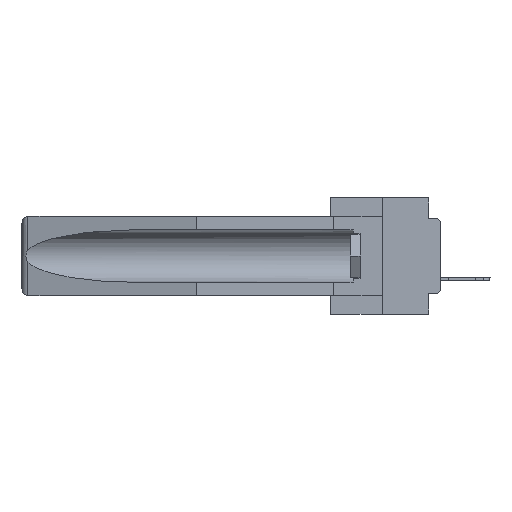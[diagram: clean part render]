
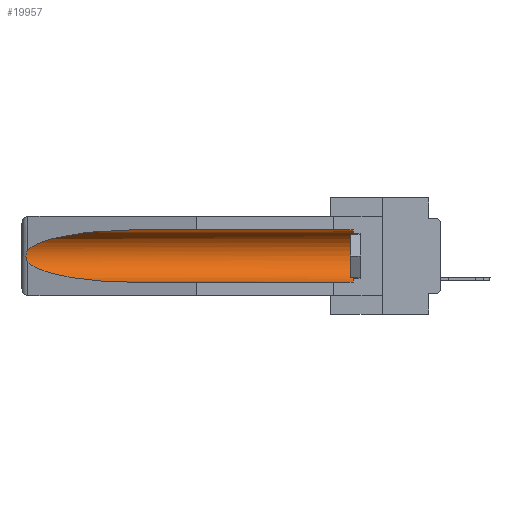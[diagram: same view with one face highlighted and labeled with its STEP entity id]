
A CAD part, left-side view. The second image highlights one B-rep face of the part: STEP entity #19957.
In plain terms, the highlighted cylindrical face has radius 2.857 mm (diameter 5.715 mm), a partial arc.
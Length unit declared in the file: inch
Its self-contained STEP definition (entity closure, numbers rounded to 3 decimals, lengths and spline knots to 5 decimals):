
#2452 = CARTESIAN_POINT ( 'NONE',  ( 0.26597, 1.52961, -0.15275 ) ) ;
#2919 = CARTESIAN_POINT ( 'NONE',  ( 0.2675, 1.53308, -0.16763 ) ) ;
#3282 = VERTEX_POINT ( 'NONE', #18208 ) ;
#3468 = DIRECTION ( 'NONE',  ( 0., 0., 1. ) ) ;
#4258 = B_SPLINE_CURVE_WITH_KNOTS ( 'NONE', 3,
 ( #5268, #2452, #16180, #16283, #2919, #21519, #29513, #21744, #18900, #5144 ),
 .UNSPECIFIED., .F., .F.,
 ( 4, 2, 2, 2, 4 ),
 ( 0., 0.00029, 0.00058, 0.00087, 0.00117 ),
 .UNSPECIFIED. ) ;
#5144 = CARTESIAN_POINT ( 'NONE',  ( 0.26537, 1.52718, -0.19328 ) ) ;
#5268 = CARTESIAN_POINT ( 'NONE',  ( 0.26537, 1.52718, -0.14972 ) ) ;
#5667 = ORIENTED_EDGE ( 'NONE', *, *, #9006, .T. ) ;
#6007 = DIRECTION ( 'NONE',  ( 0., -1., 0. ) ) ;
#7612 = ORIENTED_EDGE ( 'NONE', *, *, #14126, .T. ) ;
#9006 = EDGE_CURVE ( 'NONE', #3282, #15468, #26700, .T. ) ;
#10034 = CARTESIAN_POINT ( 'NONE',  ( 0.155, 1.07973, -0.284 ) ) ;
#11024 = VECTOR ( 'NONE', #23049, 39.37008 ) ;
#11683 = AXIS2_PLACEMENT_3D ( 'NONE', #22151, #6007, #24835 ) ;
#12094 = EDGE_CURVE ( 'NONE', #28053, #27152, #4258, .T. ) ;
#12508 = CARTESIAN_POINT ( 'NONE',  ( 0.25451, 1.48313, -0.24835 ) ) ;
#12533 = CARTESIAN_POINT ( 'NONE',  ( 0.155, -0.30754, -0.284 ) ) ;
#13980 = LINE ( 'NONE', #12533, #11024 ) ;
#14029 = CARTESIAN_POINT ( 'NONE',  ( 0.155, -0.30754, -0.1715 ) ) ;
#14126 = EDGE_CURVE ( 'NONE', #16608, #28053, #21063, .T. ) ;
#14482 = ORIENTED_EDGE ( 'NONE', *, *, #12094, .T. ) ;
#14770 = CARTESIAN_POINT ( 'NONE',  ( 0.26537, 1.52718, -0.19328 ) ) ;
#15123 = CARTESIAN_POINT ( 'NONE',  ( 0.155, 1.07973, -0.059 ) ) ;
#15468 = VERTEX_POINT ( 'NONE', #29708 ) ;
#15930 = VERTEX_POINT ( 'NONE', #22994 ) ;
#16180 = CARTESIAN_POINT ( 'NONE',  ( 0.26654, 1.53092, -0.15636 ) ) ;
#16272 =( BOUNDED_CURVE ( )  B_SPLINE_CURVE ( 3, ( #14770, #12508, #31362, #10034 ),
 .UNSPECIFIED., .F., .F. ) 
 B_SPLINE_CURVE_WITH_KNOTS ( ( 4, 4 ),
 ( 0.1948, 1.5708 ),
 .UNSPECIFIED. ) 
 CURVE ( )  GEOMETRIC_REPRESENTATION_ITEM ( )  RATIONAL_B_SPLINE_CURVE ( ( 1., 0.848, 0.848, 1. ) ) 
 REPRESENTATION_ITEM ( '' )  );
#16283 = CARTESIAN_POINT ( 'NONE',  ( 0.2673, 1.5327, -0.16383 ) ) ;
#16608 = VERTEX_POINT ( 'NONE', #27463 ) ;
#17583 = EDGE_CURVE ( 'NONE', #3282, #15930, #13980, .T. ) ;
#18164 = EDGE_CURVE ( 'NONE', #15468, #16608, #31208, .T. ) ;
#18208 = CARTESIAN_POINT ( 'NONE',  ( 0.155, 0.126, -0.284 ) ) ;
#18773 = CARTESIAN_POINT ( 'NONE',  ( 0.25451, 1.48313, -0.09465 ) ) ;
#18900 = CARTESIAN_POINT ( 'NONE',  ( 0.26597, 1.5296, -0.19026 ) ) ;
#19351 = CARTESIAN_POINT ( 'NONE',  ( 0.26537, 1.52718, -0.14972 ) ) ;
#19795 = FACE_OUTER_BOUND ( 'NONE', #30542, .T. ) ;
#19957 = ADVANCED_FACE ( 'NONE', ( #19795 ), #26927, .F. ) ;
#20592 = CARTESIAN_POINT ( 'NONE',  ( 0.21114, 1.30732, -0.059 ) ) ;
#21063 =( BOUNDED_CURVE ( )  B_SPLINE_CURVE ( 3, ( #15123, #20592, #18773, #32179 ),
 .UNSPECIFIED., .F., .F. ) 
 B_SPLINE_CURVE_WITH_KNOTS ( ( 4, 4 ),
 ( 4.71239, 6.08839 ),
 .UNSPECIFIED. ) 
 CURVE ( )  GEOMETRIC_REPRESENTATION_ITEM ( )  RATIONAL_B_SPLINE_CURVE ( ( 1., 0.848, 0.848, 1. ) ) 
 REPRESENTATION_ITEM ( '' )  );
#21519 = CARTESIAN_POINT ( 'NONE',  ( 0.2675, 1.53308, -0.17534 ) ) ;
#21744 = CARTESIAN_POINT ( 'NONE',  ( 0.26655, 1.53094, -0.18657 ) ) ;
#22151 = CARTESIAN_POINT ( 'NONE',  ( 0.155, 0.126, -0.1715 ) ) ;
#22994 = CARTESIAN_POINT ( 'NONE',  ( 0.155, 1.07973, -0.284 ) ) ;
#23049 = DIRECTION ( 'NONE',  ( 0., 1., 0. ) ) ;
#23726 = AXIS2_PLACEMENT_3D ( 'NONE', #14029, #27436, #3468 ) ;
#24459 = ORIENTED_EDGE ( 'NONE', *, *, #18164, .T. ) ;
#24835 = DIRECTION ( 'NONE',  ( 0., 0., 1. ) ) ;
#25402 = CARTESIAN_POINT ( 'NONE',  ( 0.155, -0.30754, -0.059 ) ) ;
#25449 = CARTESIAN_POINT ( 'NONE',  ( 0.26537, 1.52718, -0.19328 ) ) ;
#26700 = CIRCLE ( 'NONE', #11683, 0.1125 ) ;
#26927 = CYLINDRICAL_SURFACE ( 'NONE', #23726, 0.1125 ) ;
#26977 = VECTOR ( 'NONE', #28111, 39.37008 ) ;
#27152 = VERTEX_POINT ( 'NONE', #25449 ) ;
#27436 = DIRECTION ( 'NONE',  ( 0., 1., 0. ) ) ;
#27463 = CARTESIAN_POINT ( 'NONE',  ( 0.155, 1.07973, -0.059 ) ) ;
#28053 = VERTEX_POINT ( 'NONE', #19351 ) ;
#28111 = DIRECTION ( 'NONE',  ( 0., 1., 0. ) ) ;
#29513 = CARTESIAN_POINT ( 'NONE',  ( 0.2673, 1.53269, -0.17917 ) ) ;
#29536 = ORIENTED_EDGE ( 'NONE', *, *, #17583, .F. ) ;
#29621 = EDGE_CURVE ( 'NONE', #27152, #15930, #16272, .T. ) ;
#29708 = CARTESIAN_POINT ( 'NONE',  ( 0.155, 0.126, -0.059 ) ) ;
#30542 = EDGE_LOOP ( 'NONE', ( #7612, #14482, #34407, #29536, #5667, #24459 ) ) ;
#31208 = LINE ( 'NONE', #25402, #26977 ) ;
#31362 = CARTESIAN_POINT ( 'NONE',  ( 0.21114, 1.30732, -0.284 ) ) ;
#32179 = CARTESIAN_POINT ( 'NONE',  ( 0.26537, 1.52718, -0.14972 ) ) ;
#34407 = ORIENTED_EDGE ( 'NONE', *, *, #29621, .T. ) ;
